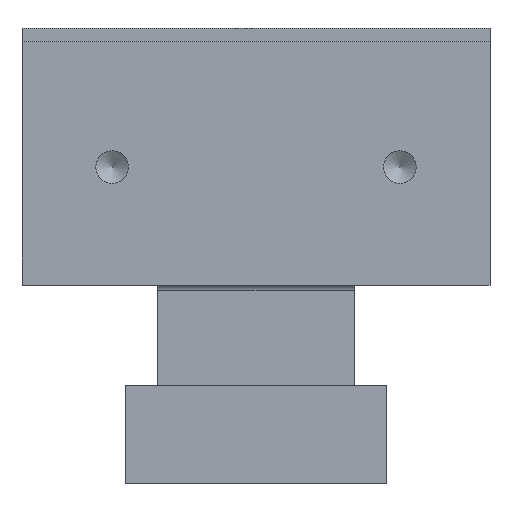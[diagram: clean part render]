
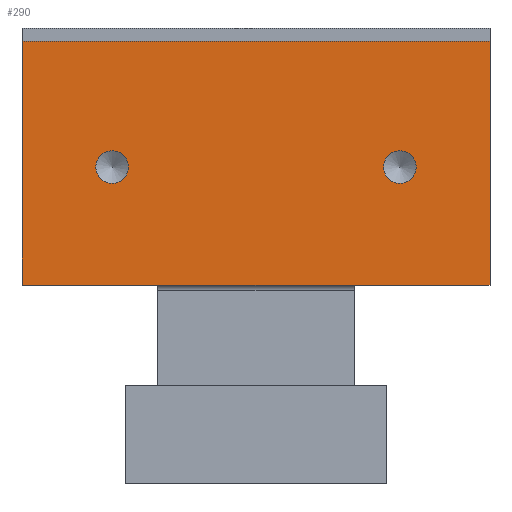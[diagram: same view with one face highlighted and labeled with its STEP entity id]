
A CAD part, front view. The second image highlights one B-rep face of the part: STEP entity #290.
In plain terms, the highlighted planar face has unit normal (0, -1, 0).
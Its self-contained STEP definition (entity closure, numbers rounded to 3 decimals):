
#290 = ADVANCED_FACE( '', ( #627, #628, #629 ), #630, .F. );
#627 = FACE_BOUND( '', #1060, .T. );
#628 = FACE_BOUND( '', #1061, .T. );
#629 = FACE_OUTER_BOUND( '', #1062, .T. );
#630 = PLANE( '', #1063 );
#1060 = EDGE_LOOP( '', ( #1623 ) );
#1061 = EDGE_LOOP( '', ( #1624 ) );
#1062 = EDGE_LOOP( '', ( #1625, #1626, #1627, #1628, #1629, #1630 ) );
#1063 = AXIS2_PLACEMENT_3D( '', #1631, #1632, #1633 );
#1623 = ORIENTED_EDGE( '', *, *, #2197, .T. );
#1624 = ORIENTED_EDGE( '', *, *, #2203, .T. );
#1625 = ORIENTED_EDGE( '', *, *, #2106, .T. );
#1626 = ORIENTED_EDGE( '', *, *, #2233, .T. );
#1627 = ORIENTED_EDGE( '', *, *, #2158, .F. );
#1628 = ORIENTED_EDGE( '', *, *, #2234, .F. );
#1629 = ORIENTED_EDGE( '', *, *, #2161, .F. );
#1630 = ORIENTED_EDGE( '', *, *, #2235, .F. );
#1631 = CARTESIAN_POINT( '', ( 15., 1., 15.4 ) );
#1632 = DIRECTION( '', ( 0., 1., 0. ) );
#1633 = DIRECTION( '', ( 0., 0., 1. ) );
#2106 = EDGE_CURVE( '', #2398, #2396, #2399, .T. );
#2158 = EDGE_CURVE( '', #2481, #2483, #2484, .T. );
#2161 = EDGE_CURVE( '', #2486, #2488, #2489, .T. );
#2197 = EDGE_CURVE( '', #2546, #2546, #2547, .T. );
#2203 = EDGE_CURVE( '', #2556, #2556, #2557, .T. );
#2233 = EDGE_CURVE( '', #2396, #2483, #2599, .T. );
#2234 = EDGE_CURVE( '', #2488, #2481, #2600, .F. );
#2235 = EDGE_CURVE( '', #2398, #2486, #2601, .T. );
#2396 = VERTEX_POINT( '', #2805 );
#2398 = VERTEX_POINT( '', #2808 );
#2399 = LINE( '', #2809, #2810 );
#2481 = VERTEX_POINT( '', #2909 );
#2483 = VERTEX_POINT( '', #2912 );
#2484 = LINE( '', #2913, #2914 );
#2486 = VERTEX_POINT( '', #2917 );
#2488 = VERTEX_POINT( '', #2920 );
#2489 = LINE( '', #2921, #2922 );
#2546 = VERTEX_POINT( '', #2990 );
#2547 = CIRCLE( '', #2991, 2.5 );
#2556 = VERTEX_POINT( '', #3000 );
#2557 = CIRCLE( '', #3001, 2.5 );
#2599 = LINE( '', #3048, #3049 );
#2600 = LINE( '', #3050, #3051 );
#2601 = LINE( '', #3052, #3053 );
#2805 = CARTESIAN_POINT( '', ( -35.8, 1., 52.7 ) );
#2808 = CARTESIAN_POINT( '', ( 35.8, 1., 52.7 ) );
#2809 = CARTESIAN_POINT( '', ( 36.621, 1., 52.7 ) );
#2810 = VECTOR( '', #3252, 1000. );
#2909 = CARTESIAN_POINT( '', ( -15., 1., 15.4 ) );
#2912 = CARTESIAN_POINT( '', ( -35.8, 1., 15.4 ) );
#2913 = CARTESIAN_POINT( '', ( 35.8, 1., 15.4 ) );
#2914 = VECTOR( '', #3328, 1000. );
#2917 = CARTESIAN_POINT( '', ( 35.8, 1., 15.4 ) );
#2920 = CARTESIAN_POINT( '', ( 15., 1., 15.4 ) );
#2921 = CARTESIAN_POINT( '', ( 35.8, 1., 15.4 ) );
#2922 = VECTOR( '', #3331, 1000. );
#2990 = CARTESIAN_POINT( '', ( -22., 1., 30.95 ) );
#2991 = AXIS2_PLACEMENT_3D( '', #3382, #3383, #3384 );
#3000 = CARTESIAN_POINT( '', ( 22., 1., 30.95 ) );
#3001 = AXIS2_PLACEMENT_3D( '', #3394, #3395, #3396 );
#3048 = CARTESIAN_POINT( '', ( -35.8, 1., 54.7 ) );
#3049 = VECTOR( '', #3438, 1000. );
#3050 = CARTESIAN_POINT( '', ( -61.229, 1., 15.4 ) );
#3051 = VECTOR( '', #3439, 1000. );
#3052 = CARTESIAN_POINT( '', ( 35.8, 1., 54.7 ) );
#3053 = VECTOR( '', #3440, 1000. );
#3252 = DIRECTION( '', ( -1., 0., 0. ) );
#3328 = DIRECTION( '', ( -1., 0., 0. ) );
#3331 = DIRECTION( '', ( -1., 0., 0. ) );
#3382 = CARTESIAN_POINT( '', ( -22., 1., 33.45 ) );
#3383 = DIRECTION( '', ( 0., 1., 0. ) );
#3384 = DIRECTION( '', ( 0., 0., -1. ) );
#3394 = CARTESIAN_POINT( '', ( 22., 1., 33.45 ) );
#3395 = DIRECTION( '', ( 0., 1., 0. ) );
#3396 = DIRECTION( '', ( 0., 0., -1. ) );
#3438 = DIRECTION( '', ( 0., 0., -1. ) );
#3439 = DIRECTION( '', ( 1., 0., 0. ) );
#3440 = DIRECTION( '', ( 0., 0., -1. ) );
